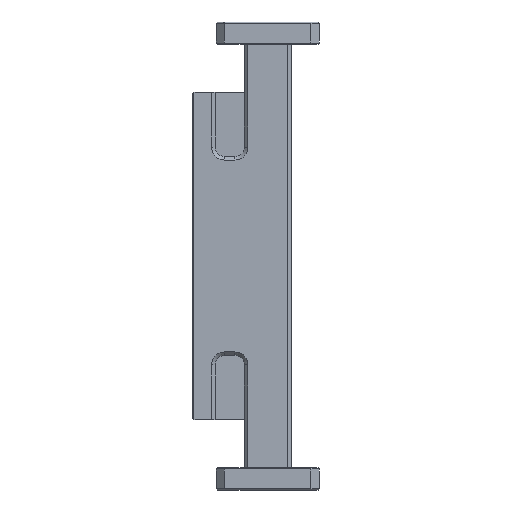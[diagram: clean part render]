
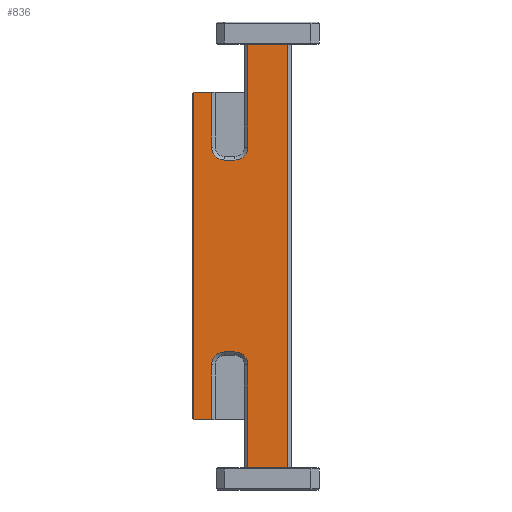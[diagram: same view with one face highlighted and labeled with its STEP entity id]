
A CAD part, left-side view. The second image highlights one B-rep face of the part: STEP entity #836.
In plain terms, the highlighted planar face has unit normal (-1, 0, 0).
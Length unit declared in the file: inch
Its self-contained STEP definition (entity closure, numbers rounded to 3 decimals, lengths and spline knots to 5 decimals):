
#126 = LINE ( 'NONE', #7503, #5742 ) ;
#176 = CARTESIAN_POINT ( 'NONE',  ( -0.25, 0.37, -0.93 ) ) ;
#259 = DIRECTION ( 'NONE',  ( 0., 0., 1. ) ) ;
#425 = ORIENTED_EDGE ( 'NONE', *, *, #3570, .T. ) ;
#475 = DIRECTION ( 'NONE',  ( 0., -1., 0. ) ) ;
#522 = VERTEX_POINT ( 'NONE', #8675 ) ;
#560 = EDGE_CURVE ( 'NONE', #7523, #3895, #1990, .T. ) ;
#738 = ORIENTED_EDGE ( 'NONE', *, *, #560, .F. ) ;
#785 = CARTESIAN_POINT ( 'NONE',  ( -0.25, 0.48, 1.4 ) ) ;
#810 = VECTOR ( 'NONE', #7049, 39.37008 ) ;
#828 = CARTESIAN_POINT ( 'NONE',  ( -0.25, 0.63, -1.4 ) ) ;
#836 = ADVANCED_FACE ( 'NONE', ( #4983 ), #940, .F. ) ;
#940 = PLANE ( 'NONE',  #1465 ) ;
#983 = EDGE_CURVE ( 'NONE', #7315, #3049, #8481, .T. ) ;
#987 = DIRECTION ( 'NONE',  ( 0., 1., 0. ) ) ;
#1003 = CARTESIAN_POINT ( 'NONE',  ( -0.25, 0.28, 0.82 ) ) ;
#1065 = CIRCLE ( 'NONE', #5633, 0.11 ) ;
#1226 = EDGE_CURVE ( 'NONE', #1911, #3895, #2547, .T. ) ;
#1336 = DIRECTION ( 'NONE',  ( 1., 0., 0. ) ) ;
#1450 = CARTESIAN_POINT ( 'NONE',  ( -0.25, 0.63, 1.4 ) ) ;
#1459 = CARTESIAN_POINT ( 'NONE',  ( -0.25, 0.37, 0.93 ) ) ;
#1465 = AXIS2_PLACEMENT_3D ( 'NONE', #7830, #7729, #4313 ) ;
#1490 = VERTEX_POINT ( 'NONE', #785 ) ;
#1512 = CARTESIAN_POINT ( 'NONE',  ( -0.25, 0.17, 2. ) ) ;
#1540 = ORIENTED_EDGE ( 'NONE', *, *, #983, .T. ) ;
#1814 = AXIS2_PLACEMENT_3D ( 'NONE', #7979, #5925, #6724 ) ;
#1865 = CARTESIAN_POINT ( 'NONE',  ( -0.25, 0.17, 2. ) ) ;
#1911 = VERTEX_POINT ( 'NONE', #5918 ) ;
#1990 = LINE ( 'NONE', #4698, #4025 ) ;
#2079 = LINE ( 'NONE', #4785, #4926 ) ;
#2189 = EDGE_CURVE ( 'NONE', #5369, #5349, #1065, .T. ) ;
#2190 = AXIS2_PLACEMENT_3D ( 'NONE', #1459, #1336, #8784 ) ;
#2226 = DIRECTION ( 'NONE',  ( 0., 1., 0. ) ) ;
#2251 = EDGE_CURVE ( 'NONE', #5468, #4373, #3836, .T. ) ;
#2270 = CARTESIAN_POINT ( 'NONE',  ( -0.25, 0.48, 2. ) ) ;
#2312 = CARTESIAN_POINT ( 'NONE',  ( -0.25, 0.48, -0.93 ) ) ;
#2542 = CARTESIAN_POINT ( 'NONE',  ( -0.25, 0., -1.4 ) ) ;
#2547 = LINE ( 'NONE', #1865, #6339 ) ;
#2665 = DIRECTION ( 'NONE',  ( 0., -1., 0. ) ) ;
#2765 = VERTEX_POINT ( 'NONE', #3446 ) ;
#2897 = DIRECTION ( 'NONE',  ( 1., 0., 0. ) ) ;
#3049 = VERTEX_POINT ( 'NONE', #4413 ) ;
#3203 = ORIENTED_EDGE ( 'NONE', *, *, #7221, .T. ) ;
#3278 = CARTESIAN_POINT ( 'NONE',  ( -0.25, 0.37, -0.82 ) ) ;
#3392 = VERTEX_POINT ( 'NONE', #6310 ) ;
#3446 = CARTESIAN_POINT ( 'NONE',  ( -0.25, 0.48, -1.4 ) ) ;
#3515 = EDGE_LOOP ( 'NONE', ( #8648, #7981, #5122, #8491, #3203, #8568, #6863, #5220, #738, #5393, #7109, #4220, #6517, #425, #1540, #6616 ) ) ;
#3570 = EDGE_CURVE ( 'NONE', #5349, #7315, #4839, .T. ) ;
#3589 = CARTESIAN_POINT ( 'NONE',  ( -0.25, 0.17, -1.81 ) ) ;
#3595 = EDGE_CURVE ( 'NONE', #2765, #4981, #7676, .T. ) ;
#3836 = LINE ( 'NONE', #7784, #6486 ) ;
#3895 = VERTEX_POINT ( 'NONE', #3589 ) ;
#3940 = EDGE_CURVE ( 'NONE', #5765, #5237, #6333, .T. ) ;
#4025 = VECTOR ( 'NONE', #4033, 39.37008 ) ;
#4033 = DIRECTION ( 'NONE',  ( 0., 1., 0. ) ) ;
#4064 = VECTOR ( 'NONE', #2226, 39.37008 ) ;
#4220 = ORIENTED_EDGE ( 'NONE', *, *, #8837, .T. ) ;
#4313 = DIRECTION ( 'NONE',  ( 0., 1., 0. ) ) ;
#4373 = VERTEX_POINT ( 'NONE', #7209 ) ;
#4383 = CARTESIAN_POINT ( 'NONE',  ( -0.25, 0.63, 2. ) ) ;
#4399 = CARTESIAN_POINT ( 'NONE',  ( -0.25, 0.37, 0.82 ) ) ;
#4413 = CARTESIAN_POINT ( 'NONE',  ( -0.25, 0.48, 0.93 ) ) ;
#4496 = CARTESIAN_POINT ( 'NONE',  ( -0.25, 0.28, 0.93 ) ) ;
#4571 = DIRECTION ( 'NONE',  ( 0., 0., -1. ) ) ;
#4698 = CARTESIAN_POINT ( 'NONE',  ( -0.25, 0.2, -1.81 ) ) ;
#4785 = CARTESIAN_POINT ( 'NONE',  ( -0.25, 0.2, 1.81 ) ) ;
#4839 = LINE ( 'NONE', #8363, #4064 ) ;
#4926 = VECTOR ( 'NONE', #7532, 39.37008 ) ;
#4981 = VERTEX_POINT ( 'NONE', #2312 ) ;
#4983 = FACE_OUTER_BOUND ( 'NONE', #3515, .T. ) ;
#4993 = AXIS2_PLACEMENT_3D ( 'NONE', #176, #2897, #6170 ) ;
#5092 = EDGE_CURVE ( 'NONE', #5237, #2765, #7446, .T. ) ;
#5122 = ORIENTED_EDGE ( 'NONE', *, *, #5092, .T. ) ;
#5167 = DIRECTION ( 'NONE',  ( 1., 0., 0. ) ) ;
#5220 = ORIENTED_EDGE ( 'NONE', *, *, #1226, .T. ) ;
#5237 = VERTEX_POINT ( 'NONE', #828 ) ;
#5293 = CIRCLE ( 'NONE', #4993, 0.11 ) ;
#5349 = VERTEX_POINT ( 'NONE', #1003 ) ;
#5369 = VERTEX_POINT ( 'NONE', #7845 ) ;
#5379 = CARTESIAN_POINT ( 'NONE',  ( -0.25, 0., 1.4 ) ) ;
#5393 = ORIENTED_EDGE ( 'NONE', *, *, #7418, .T. ) ;
#5468 = VERTEX_POINT ( 'NONE', #3278 ) ;
#5502 = VECTOR ( 'NONE', #259, 39.37008 ) ;
#5518 = DIRECTION ( 'NONE',  ( 0., 0., 1. ) ) ;
#5633 = AXIS2_PLACEMENT_3D ( 'NONE', #4496, #5167, #987 ) ;
#5662 = CIRCLE ( 'NONE', #1814, 0.11 ) ;
#5742 = VECTOR ( 'NONE', #7547, 39.37008 ) ;
#5765 = VERTEX_POINT ( 'NONE', #1450 ) ;
#5822 = EDGE_CURVE ( 'NONE', #3392, #522, #2079, .T. ) ;
#5918 = CARTESIAN_POINT ( 'NONE',  ( -0.25, 0.17, -0.93 ) ) ;
#5925 = DIRECTION ( 'NONE',  ( 1., 0., 0. ) ) ;
#5987 = EDGE_CURVE ( 'NONE', #4373, #1911, #5662, .T. ) ;
#6053 = VECTOR ( 'NONE', #2665, 39.37008 ) ;
#6079 = CARTESIAN_POINT ( 'NONE',  ( -0.25, -0.17, -1.81 ) ) ;
#6170 = DIRECTION ( 'NONE',  ( 0., 1., 0. ) ) ;
#6297 = LINE ( 'NONE', #1512, #7752 ) ;
#6310 = CARTESIAN_POINT ( 'NONE',  ( -0.25, 0.17, 1.81 ) ) ;
#6333 = LINE ( 'NONE', #4383, #810 ) ;
#6339 = VECTOR ( 'NONE', #4571, 39.37008 ) ;
#6466 = VECTOR ( 'NONE', #5518, 39.37008 ) ;
#6486 = VECTOR ( 'NONE', #8421, 39.37008 ) ;
#6517 = ORIENTED_EDGE ( 'NONE', *, *, #2189, .T. ) ;
#6616 = ORIENTED_EDGE ( 'NONE', *, *, #8324, .T. ) ;
#6724 = DIRECTION ( 'NONE',  ( 0., 1., 0. ) ) ;
#6863 = ORIENTED_EDGE ( 'NONE', *, *, #5987, .T. ) ;
#6911 = LINE ( 'NONE', #6961, #6466 ) ;
#6961 = CARTESIAN_POINT ( 'NONE',  ( -0.25, 0.48, 2. ) ) ;
#7049 = DIRECTION ( 'NONE',  ( 0., 0., -1. ) ) ;
#7109 = ORIENTED_EDGE ( 'NONE', *, *, #5822, .F. ) ;
#7209 = CARTESIAN_POINT ( 'NONE',  ( -0.25, 0.28, -0.82 ) ) ;
#7221 = EDGE_CURVE ( 'NONE', #4981, #5468, #5293, .T. ) ;
#7253 = VECTOR ( 'NONE', #475, 39.37008 ) ;
#7315 = VERTEX_POINT ( 'NONE', #4399 ) ;
#7418 = EDGE_CURVE ( 'NONE', #7523, #522, #126, .T. ) ;
#7446 = LINE ( 'NONE', #2542, #7253 ) ;
#7503 = CARTESIAN_POINT ( 'NONE',  ( -0.25, -0.17, 2. ) ) ;
#7523 = VERTEX_POINT ( 'NONE', #6079 ) ;
#7532 = DIRECTION ( 'NONE',  ( 0., -1., 0. ) ) ;
#7547 = DIRECTION ( 'NONE',  ( 0., 0., 1. ) ) ;
#7676 = LINE ( 'NONE', #2270, #5502 ) ;
#7679 = DIRECTION ( 'NONE',  ( 0., 0., -1. ) ) ;
#7729 = DIRECTION ( 'NONE',  ( 1., 0., 0. ) ) ;
#7752 = VECTOR ( 'NONE', #7679, 39.37008 ) ;
#7784 = CARTESIAN_POINT ( 'NONE',  ( -0.25, 0.28, -0.82 ) ) ;
#7830 = CARTESIAN_POINT ( 'NONE',  ( -0.25, 0.2, 2. ) ) ;
#7845 = CARTESIAN_POINT ( 'NONE',  ( -0.25, 0.17, 0.93 ) ) ;
#7979 = CARTESIAN_POINT ( 'NONE',  ( -0.25, 0.28, -0.93 ) ) ;
#7981 = ORIENTED_EDGE ( 'NONE', *, *, #3940, .T. ) ;
#8324 = EDGE_CURVE ( 'NONE', #3049, #1490, #6911, .T. ) ;
#8363 = CARTESIAN_POINT ( 'NONE',  ( -0.25, 0.37, 0.82 ) ) ;
#8421 = DIRECTION ( 'NONE',  ( 0., -1., 0. ) ) ;
#8481 = CIRCLE ( 'NONE', #2190, 0.11 ) ;
#8491 = ORIENTED_EDGE ( 'NONE', *, *, #3595, .T. ) ;
#8568 = ORIENTED_EDGE ( 'NONE', *, *, #2251, .T. ) ;
#8648 = ORIENTED_EDGE ( 'NONE', *, *, #8774, .F. ) ;
#8675 = CARTESIAN_POINT ( 'NONE',  ( -0.25, -0.17, 1.81 ) ) ;
#8774 = EDGE_CURVE ( 'NONE', #5765, #1490, #8809, .T. ) ;
#8784 = DIRECTION ( 'NONE',  ( 0., 1., 0. ) ) ;
#8809 = LINE ( 'NONE', #5379, #6053 ) ;
#8837 = EDGE_CURVE ( 'NONE', #3392, #5369, #6297, .T. ) ;
